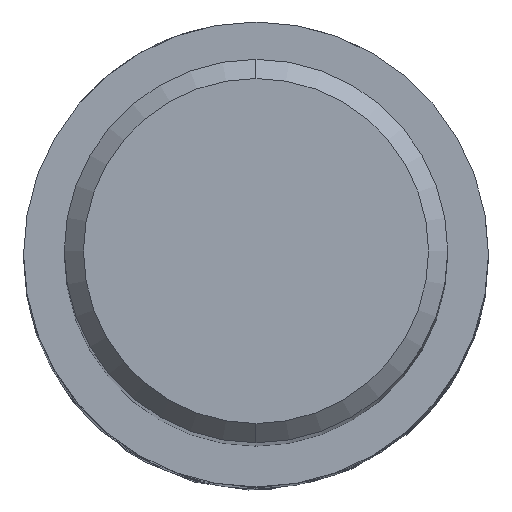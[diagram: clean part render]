
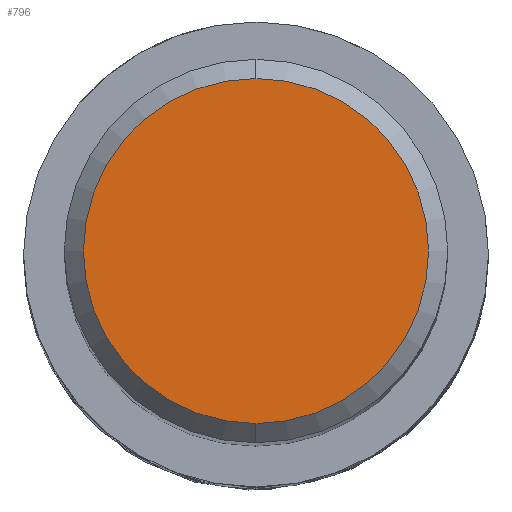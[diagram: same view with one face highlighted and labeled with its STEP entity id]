
A CAD part, top view. The second image highlights one B-rep face of the part: STEP entity #796.
In plain terms, the highlighted planar face has unit normal (0, 0, 1).
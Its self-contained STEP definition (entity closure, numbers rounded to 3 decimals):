
#298=VERTEX_POINT('',#831);
#390=EDGE_CURVE('',#298,#624,#935,.T.);
#624=VERTEX_POINT('',#1194);
#770=EDGE_CURVE('',#624,#298,#1349,.T.);
#796=ADVANCED_FACE('',(#1377),#1378,.T.);
#831=CARTESIAN_POINT('',(0.,-3.6,0.0));
#935=CIRCLE('',#2169,3.6);
#1194=CARTESIAN_POINT('',(0.0,3.6,0.0));
#1349=CIRCLE('',#4830,3.6);
#1377=FACE_OUTER_BOUND('',#4936,.T.);
#1378=PLANE('',#4937);
#2169=AXIS2_PLACEMENT_3D('',#5094,#5095,#5096);
#4830=AXIS2_PLACEMENT_3D('',#5528,#5529,#5530);
#4936=EDGE_LOOP('',(#5547,#5548));
#4937=AXIS2_PLACEMENT_3D('',#5549,#5550,#5551);
#5094=CARTESIAN_POINT('',(0.0,0.0,0.0));
#5095=DIRECTION('',(0.0,0.0,-1.0));
#5096=DIRECTION('',(0.0,1.0,0.0));
#5528=CARTESIAN_POINT('',(0.0,0.0,0.0));
#5529=DIRECTION('',(0.0,0.0,-1.0));
#5530=DIRECTION('',(0.0,1.0,0.0));
#5547=ORIENTED_EDGE('',*,*,#770,.F.);
#5548=ORIENTED_EDGE('',*,*,#390,.F.);
#5549=CARTESIAN_POINT('',(0.0,1.8,0.0));
#5550=DIRECTION('',(-0.0,0.0,1.0));
#5551=DIRECTION('',(0.0,-1.0,0.0));
